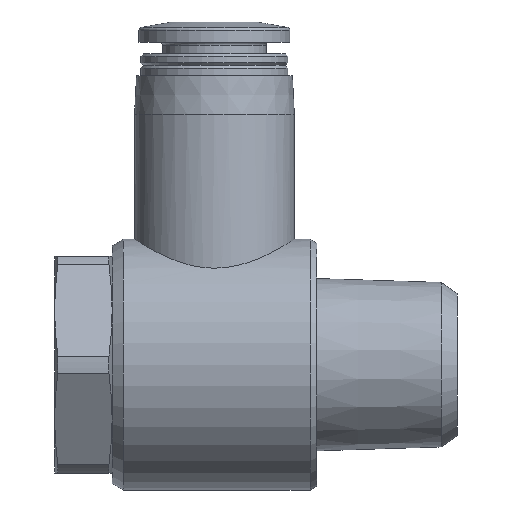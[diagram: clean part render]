
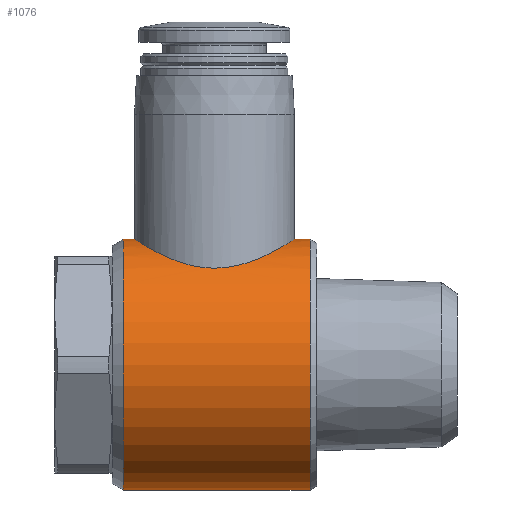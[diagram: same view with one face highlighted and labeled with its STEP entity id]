
A CAD part, left-side view. The second image highlights one B-rep face of the part: STEP entity #1076.
In plain terms, the highlighted cylindrical face has radius 9.8 mm (diameter 19.6 mm), a full revolution.
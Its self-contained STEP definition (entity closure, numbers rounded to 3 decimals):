
#86=B_SPLINE_CURVE_WITH_KNOTS('',3,(#1650,#1651,#1652,#1653,#1654,#1655,
#1656,#1657,#1658,#1659,#1660,#1661,#1662,#1663,#1664,#1665,#1666,#1667,
#1668,#1669),.UNSPECIFIED.,.T.,.F.,(1,1,1,1,1,1,1,1,1,1,1,1,1,1,1,1,1,1,
1,1,1,1,1,1),(-0.005,-0.003,-0.001,
0.,0.003,0.005,0.008,0.01,
0.013,0.015,0.018,0.02,
0.023,0.025,0.028,0.03,
0.033,0.035,0.038,0.039,
0.04,0.043,0.045,0.048),
 .UNSPECIFIED.);
#196=ORIENTED_EDGE('',*,*,#352,.F.);
#197=ORIENTED_EDGE('',*,*,#353,.T.);
#198=ORIENTED_EDGE('',*,*,#354,.F.);
#352=EDGE_CURVE('',#418,#418,#470,.T.);
#353=EDGE_CURVE('',#419,#419,#471,.T.);
#354=EDGE_CURVE('',#420,#420,#86,.T.);
#418=VERTEX_POINT('',#1647);
#419=VERTEX_POINT('',#1649);
#420=VERTEX_POINT('',#1670);
#470=CIRCLE('',#1163,9.8);
#471=CIRCLE('',#1164,9.8);
#516=EDGE_LOOP('',(#196));
#517=EDGE_LOOP('',(#197));
#518=EDGE_LOOP('',(#198));
#599=FACE_BOUND('',#516,.T.);
#600=FACE_BOUND('',#517,.T.);
#601=FACE_BOUND('',#518,.T.);
#663=CYLINDRICAL_SURFACE('',#1162,9.8);
#1076=ADVANCED_FACE('',(#599,#600,#601),#663,.T.);
#1162=AXIS2_PLACEMENT_3D('',#1645,#1329,#1330);
#1163=AXIS2_PLACEMENT_3D('',#1646,#1331,#1332);
#1164=AXIS2_PLACEMENT_3D('',#1648,#1333,#1334);
#1329=DIRECTION('',(0.,-1.,0.));
#1330=DIRECTION('',(0.,0.,-1.));
#1331=DIRECTION('',(0.,-1.,0.));
#1332=DIRECTION('',(0.,0.,-1.));
#1333=DIRECTION('',(0.,-1.,0.));
#1334=DIRECTION('',(0.,0.,-1.));
#1645=CARTESIAN_POINT('',(0.,-19.,0.));
#1646=CARTESIAN_POINT('',(0.,-7.48,0.));
#1647=CARTESIAN_POINT('',(0.,-7.48,-9.8));
#1648=CARTESIAN_POINT('',(0.,7.134,0.));
#1649=CARTESIAN_POINT('',(0.,7.134,-9.8));
#1650=CARTESIAN_POINT('',(-1.283,-6.16,9.742));
#1651=CARTESIAN_POINT('',(0.433,-6.339,9.858));
#1652=CARTESIAN_POINT('',(2.519,-5.898,9.57));
#1653=CARTESIAN_POINT('',(4.538,-4.511,8.757));
#1654=CARTESIAN_POINT('',(5.889,-2.533,7.863));
#1655=CARTESIAN_POINT('',(6.428,-0.01,7.394));
#1656=CARTESIAN_POINT('',(5.901,2.505,7.853));
#1657=CARTESIAN_POINT('',(4.544,4.505,8.753));
#1658=CARTESIAN_POINT('',(2.539,5.891,9.565));
#1659=CARTESIAN_POINT('',(0.011,6.427,9.915));
#1660=CARTESIAN_POINT('',(-2.514,5.902,9.573));
#1661=CARTESIAN_POINT('',(-4.539,4.512,8.757));
#1662=CARTESIAN_POINT('',(-5.894,2.519,7.859));
#1663=CARTESIAN_POINT('',(-6.428,0.011,7.394));
#1664=CARTESIAN_POINT('',(-5.896,-2.518,7.857));
#1665=CARTESIAN_POINT('',(-4.543,-4.508,8.756));
#1666=CARTESIAN_POINT('',(-2.854,-5.665,9.432));
#1667=CARTESIAN_POINT('',(-1.283,-6.16,9.742));
#1668=CARTESIAN_POINT('',(0.433,-6.339,9.858));
#1669=CARTESIAN_POINT('',(2.519,-5.898,9.57));
#1670=CARTESIAN_POINT('',(0.,-6.25,9.8));
